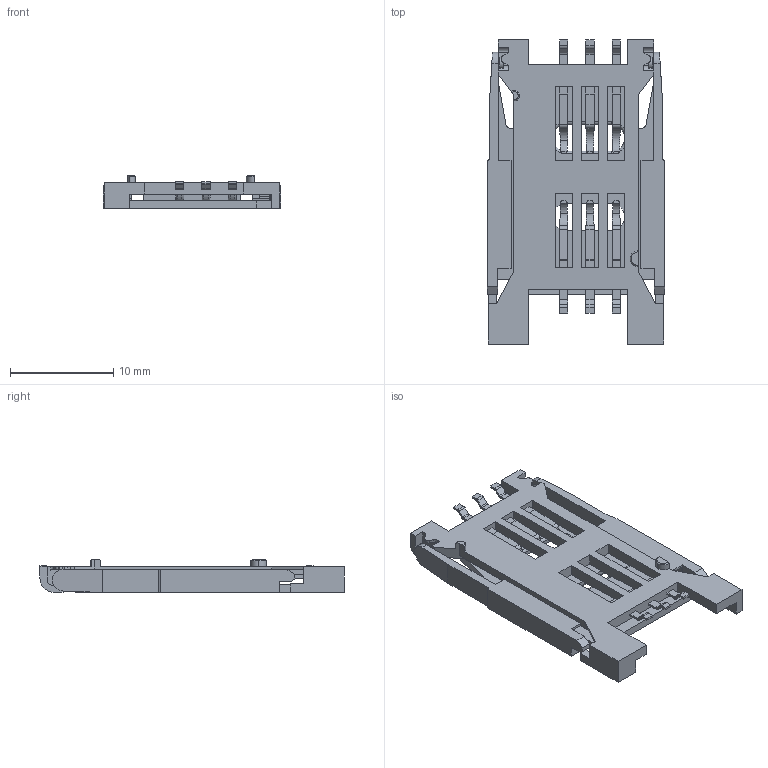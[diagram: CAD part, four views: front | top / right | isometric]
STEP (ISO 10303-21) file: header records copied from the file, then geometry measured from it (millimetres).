
FILE_DESCRIPTION (( 'STEP AP214' ), '1' );
FILE_NAME ('7111S2015X02LF.STEP', '2022-02-14T09:13:48', ( '' ), ( '' ), 'SwSTEP 2.0', 'SolidWorks 2018', '' );
FILE_SCHEMA (( 'AUTOMOTIVE_DESIGN' ));
Length unit declared in the file: millimetre
Products named in the file (3): 7111S2015X02LF; 7111S2015X02LF-1; 7111S2015X02LF-2
Assembly tree (2 placements, depth 2):
  7111S2015X02LF
    7111S2015X02LF-2
    7111S2015X02LF-1
Bounding box: 17.2 x 29.5 x 3.2 mm (x, y, z)
Volume: 578.9 mm3; surface area: 1851.5 mm2
Topology: 2 solids, 2 shells, 582 faces, 1598 edges, 1055 vertices
Faces by surface type: plane 359, cylinder 124, bspline 86, torus 10, cone 3
Entity records: 23886 total; most frequent: CARTESIAN_POINT 7619, ORIENTED_EDGE 3196, DIRECTION 2561, EDGE_CURVE 1598, VECTOR 1119, LINE 1119, VERTEX_POINT 1055, AXIS2_PLACEMENT_3D 721
